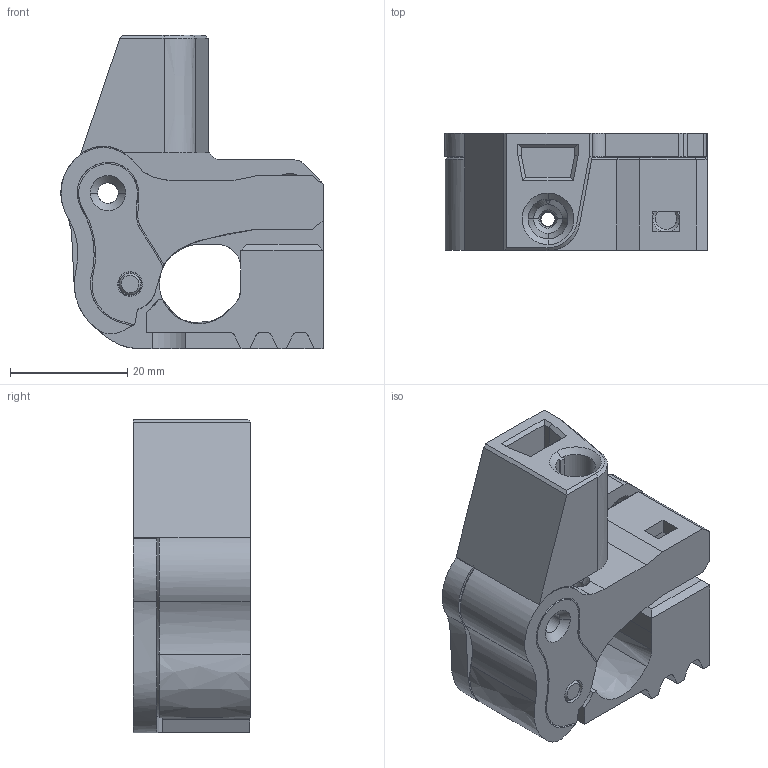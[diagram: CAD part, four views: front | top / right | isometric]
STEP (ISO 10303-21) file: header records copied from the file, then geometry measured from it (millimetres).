
FILE_DESCRIPTION(/* description */ (''),/* implementation_level */ '2;1');
FILE_NAME(/* name */ 'Adjustable Drive Block Upgrade for Replicator 2X v01',/* time_stamp */ '2015-09-10T14:29:59+02:00',/* author */ (''),/* organization */ (''),/* preprocessor_version */ 'ST-DEVELOPER v15',/* originating_system */ '',/* authorisation */ '');
FILE_SCHEMA (('AUTOMOTIVE_DESIGN'));
Length unit declared in the file: millimetre
Products named in the file (1): Document
Bounding box: 44.67 x 19.99 x 53.38 mm (x, y, z)
Volume: 13568 mm3; surface area: 13015.8 mm2
Topology: 2 solids, 4 shells, 295 faces, 770 edges, 480 vertices
Faces by surface type: bspline 197, plane 98
Entity records: 10914 total; most frequent: CARTESIAN_POINT 6448, ORIENTED_EDGE 1534, EDGE_CURVE 770, VERTEX_POINT 480, B_SPLINE_CURVE_WITH_KNOTS 347, EDGE_LOOP 321, ADVANCED_FACE 294, FACE_OUTER_BOUND 294
